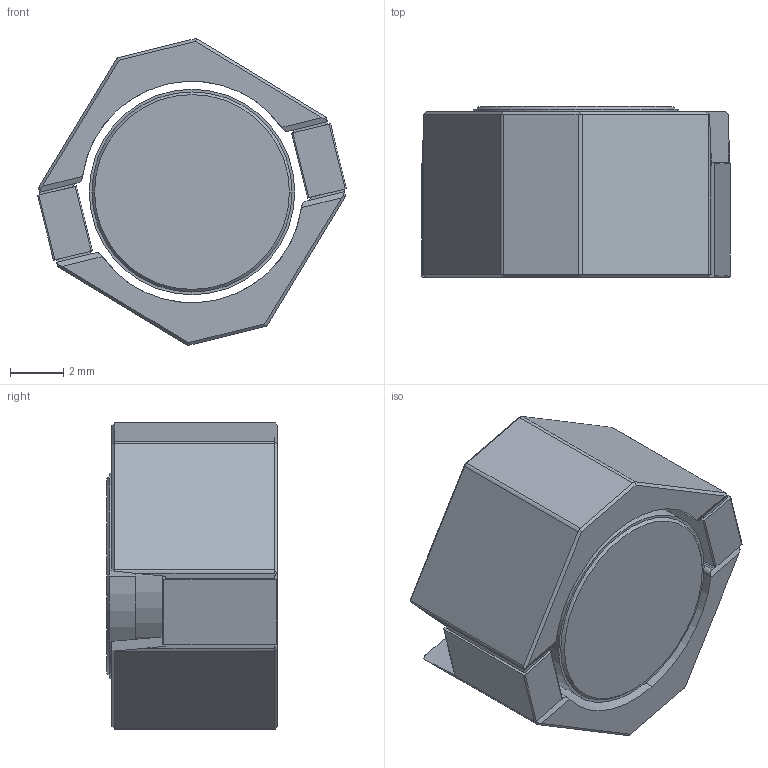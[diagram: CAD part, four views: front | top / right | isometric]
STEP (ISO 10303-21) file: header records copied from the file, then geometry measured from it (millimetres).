
FILE_DESCRIPTION (( 'STEP AP214' ), '1' );
FILE_NAME ('hpmodel_cer1065.STEP', '2023-06-08T01:35:48', ( '' ), ( '' ), 'SwSTEP 2.0', 'SolidWorks 2021', '' );
FILE_SCHEMA (( 'AUTOMOTIVE_DESIGN' ));
Length unit declared in the file: millimetre
Products named in the file (1): hpmodel_cer1065
Bounding box: 11.57 x 6.4 x 11.48 mm (x, y, z)
Volume: 477.2 mm3; surface area: 696.9 mm2
Topology: 2 solids, 2 shells, 117 faces, 313 edges, 202 vertices
Faces by surface type: plane 76, cylinder 33, bspline 4, cone 4
Entity records: 3682 total; most frequent: CARTESIAN_POINT 847, ORIENTED_EDGE 626, DIRECTION 535, EDGE_CURVE 313, VECTOR 207, LINE 207, VERTEX_POINT 202, AXIS2_PLACEMENT_3D 164
